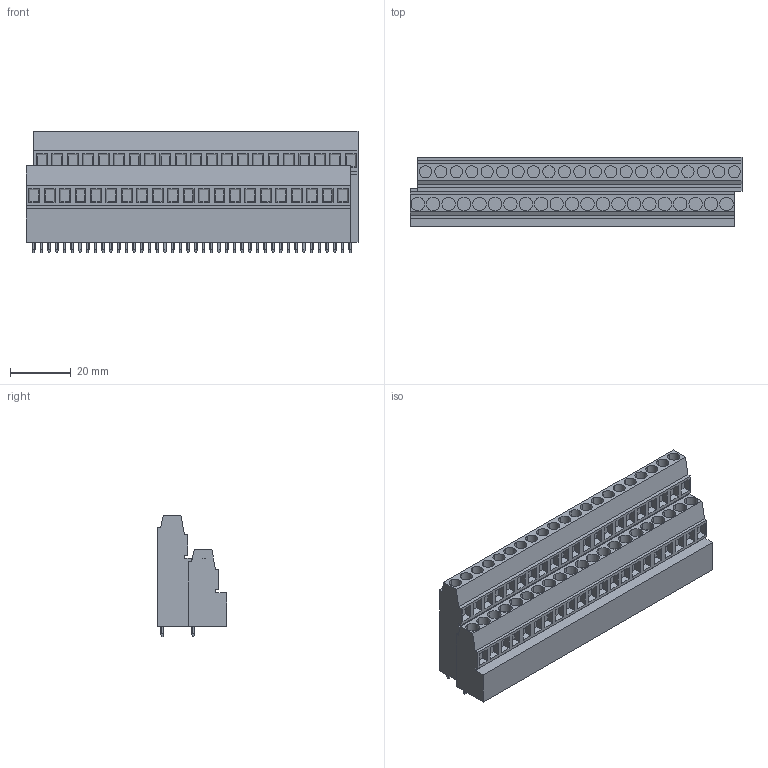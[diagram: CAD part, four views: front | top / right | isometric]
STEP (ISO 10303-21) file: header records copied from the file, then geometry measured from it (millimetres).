
FILE_DESCRIPTION(('CATIA V5 STEP Exchange','CAx-IF Rec.Pracs.--- Model Styling and Organization---1.2---2011-12-15'),'2;1');
FILE_NAME ('D1455741_0_1769430000_1769430000.stp','2018-09-07T14:54:56+00:00',('none'),('Weidmueller'),'CATIA Version 5-6 Release 2014','CATIA V5 STEP AP214','none');
FILE_SCHEMA(('AUTOMOTIVE_DESIGN { 1 0 10303 214 1 1 1 1 }'));
Length unit declared in the file: millimetre
Products named in the file (1): 1769430000
Bounding box: 109.22 x 22.8 x 40.1 mm (x, y, z)
Volume: 62978.8 mm3; surface area: 18160.8 mm2
Topology: 43 solids, 43 shells, 951 faces, 2343 edges, 1562 vertices
Faces by surface type: plane 867, cylinder 84
Entity records: 26113 total; most frequent: CARTESIAN_POINT 4990, ORIENTED_EDGE 4686, DIRECTION 3503, EDGE_CURVE 2343, VECTOR 1839, LINE 1839, VERTEX_POINT 1562, EDGE_LOOP 1035
